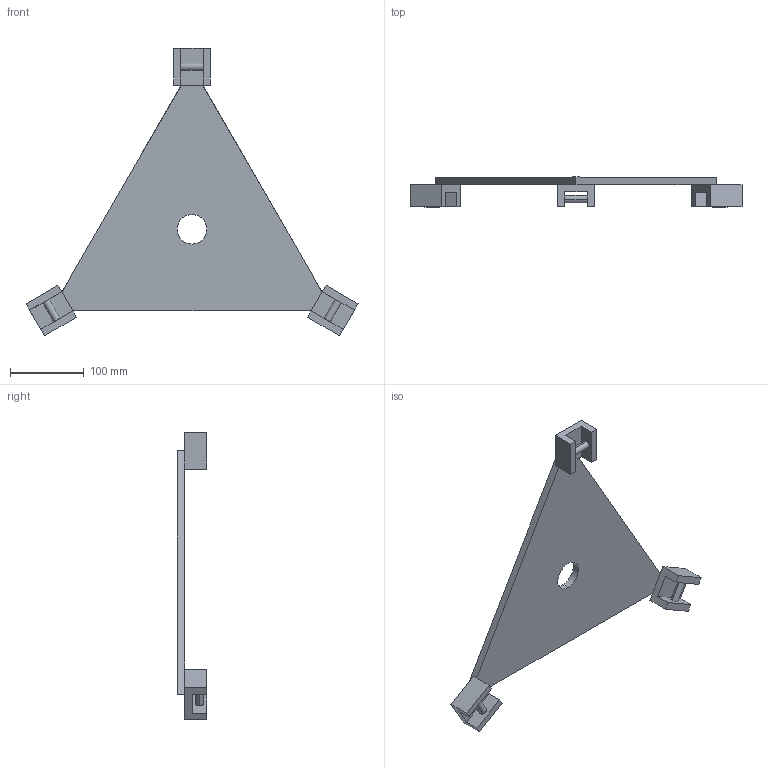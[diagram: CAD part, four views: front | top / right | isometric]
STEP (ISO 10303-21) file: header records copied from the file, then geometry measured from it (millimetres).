
FILE_DESCRIPTION (( 'STEP AP203' ), '1' );
FILE_NAME ('dingmian_Default_sldprt.STEP', '2018-04-29T11:41:18', ( '' ), ( '' ), 'SwSTEP 2.0', 'SolidWorks 2015', '' );
FILE_SCHEMA (( 'CONFIG_CONTROL_DESIGN' ));
Length unit declared in the file: millimetre
Products named in the file (1): dingmian_Default_sldprt
Bounding box: 449.35 x 40 x 389.15 mm (x, y, z)
Volume: 758236.7 mm3; surface area: 171512.9 mm2
Topology: 1 solids, 1 shells, 43 faces, 117 edges, 76 vertices
Faces by surface type: plane 35, cylinder 8
Entity records: 1432 total; most frequent: CARTESIAN_POINT 237, ORIENTED_EDGE 234, DIRECTION 221, EDGE_CURVE 117, LINE 101, VECTOR 101, VERTEX_POINT 76, AXIS2_PLACEMENT_3D 60
